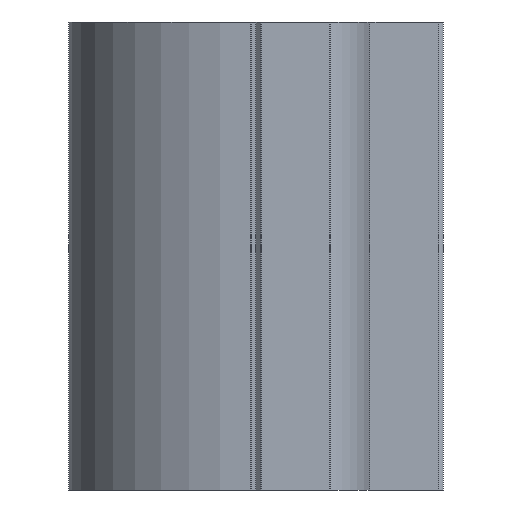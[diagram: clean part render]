
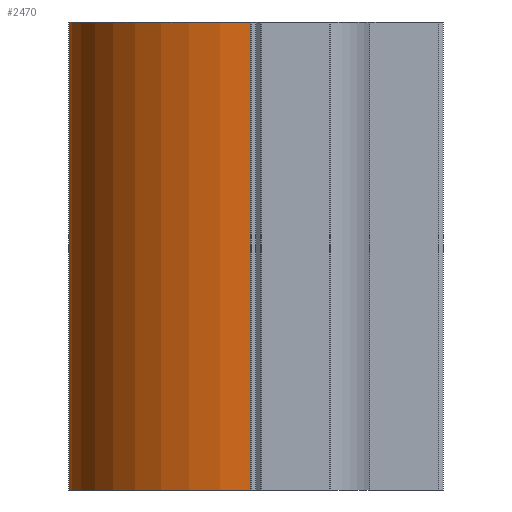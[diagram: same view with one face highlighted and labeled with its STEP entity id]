
A CAD part, left-side view. The second image highlights one B-rep face of the part: STEP entity #2470.
In plain terms, the highlighted cylindrical face has radius 40 mm (diameter 80 mm), a partial arc.
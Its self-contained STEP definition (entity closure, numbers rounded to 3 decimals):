
#2410=CARTESIAN_POINT('',(-108.252,-42.53,100.0));
#2411=VERTEX_POINT('',#2410);
#2419=CARTESIAN_POINT('',(-108.252,-42.53,0.0));
#2420=VERTEX_POINT('',#2419);
#2421=CARTESIAN_POINT('',(-108.252,-42.53,0.0));
#2422=DIRECTION('',(0.0,0.0,1.0));
#2423=VECTOR('',#2422,100.0);
#2424=LINE('',#2421,#2423);
#2425=EDGE_CURVE('',#2420,#2411,#2424,.T.);
#2438=CARTESIAN_POINT('',(-68.266,-43.604,0.0));
#2439=DIRECTION('',(0.0,0.0,1.0));
#2440=DIRECTION('',(-0.025,1.,0.0));
#2441=AXIS2_PLACEMENT_3D('',#2438,#2439,#2440);
#2442=CYLINDRICAL_SURFACE('',#2441,40.0);
#2443=CARTESIAN_POINT('',(-69.254,-3.616,100.0));
#2444=VERTEX_POINT('',#2443);
#2445=CARTESIAN_POINT('',(-68.266,-43.604,100.0));
#2446=DIRECTION('',(0.0,0.0,-1.));
#2447=DIRECTION('',(-0.025,1.,0.0));
#2448=AXIS2_PLACEMENT_3D('',#2445,#2446,#2447);
#2449=CIRCLE('',#2448,40.0);
#2450=EDGE_CURVE('',#2411,#2444,#2449,.T.);
#2451=ORIENTED_EDGE('',*,*,#2450,.T.);
#2452=CARTESIAN_POINT('',(-69.254,-3.616,0.0));
#2453=VERTEX_POINT('',#2452);
#2454=CARTESIAN_POINT('',(-69.254,-3.616,0.0));
#2455=DIRECTION('',(0.0,0.0,1.0));
#2456=VECTOR('',#2455,100.0);
#2457=LINE('',#2454,#2456);
#2458=EDGE_CURVE('',#2453,#2444,#2457,.T.);
#2459=ORIENTED_EDGE('',*,*,#2458,.F.);
#2460=CARTESIAN_POINT('',(-68.266,-43.604,0.0));
#2461=DIRECTION('',(0.0,0.0,1.));
#2462=DIRECTION('',(-0.025,1.,0.0));
#2463=AXIS2_PLACEMENT_3D('',#2460,#2461,#2462);
#2464=CIRCLE('',#2463,40.0);
#2465=EDGE_CURVE('',#2453,#2420,#2464,.T.);
#2466=ORIENTED_EDGE('',*,*,#2465,.T.);
#2467=ORIENTED_EDGE('',*,*,#2425,.T.);
#2468=EDGE_LOOP('',(#2451,#2459,#2466,#2467));
#2469=FACE_OUTER_BOUND('',#2468,.T.);
#2470=ADVANCED_FACE('',(#2469),#2442,.T.);
